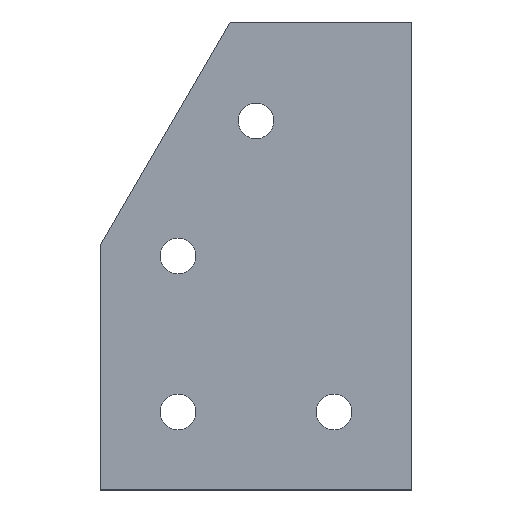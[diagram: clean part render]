
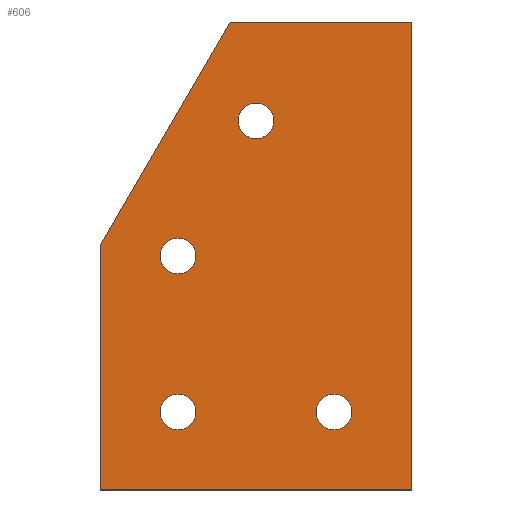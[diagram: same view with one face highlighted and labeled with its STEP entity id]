
A CAD part, top view. The second image highlights one B-rep face of the part: STEP entity #606.
In plain terms, the highlighted planar face has unit normal (0, 0, 1).
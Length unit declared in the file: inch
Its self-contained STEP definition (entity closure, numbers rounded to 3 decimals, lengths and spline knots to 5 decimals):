
#135=CARTESIAN_POINT('',(0.8355,2.94713,0.25));
#136=VERTEX_POINT('',#135);
#145=CARTESIAN_POINT('',(0.6645,2.65095,0.25));
#146=VERTEX_POINT('',#145);
#147=CARTESIAN_POINT('',(0.75,2.79904,0.25));
#148=DIRECTION('',(0.0,0.0,-1.));
#149=DIRECTION('',(0.5,0.866,0.0));
#150=AXIS2_PLACEMENT_3D('',#147,#148,#149);
#151=CIRCLE('',#150,0.171);
#152=EDGE_CURVE('',#146,#136,#151,.T.);
#177=CARTESIAN_POINT('',(0.0855,1.64809,0.25));
#178=VERTEX_POINT('',#177);
#187=CARTESIAN_POINT('',(-0.0855,1.35191,0.25));
#188=VERTEX_POINT('',#187);
#189=CARTESIAN_POINT('',(0.0,1.5,0.25));
#190=DIRECTION('',(0.0,0.0,-1.));
#191=DIRECTION('',(0.5,0.866,0.0));
#192=AXIS2_PLACEMENT_3D('',#189,#190,#191);
#193=CIRCLE('',#192,0.171);
#194=EDGE_CURVE('',#188,#178,#193,.T.);
#219=CARTESIAN_POINT('',(0.171,0.0,0.25));
#220=VERTEX_POINT('',#219);
#229=CARTESIAN_POINT('',(-0.171,0.,0.25));
#230=VERTEX_POINT('',#229);
#231=CARTESIAN_POINT('',(0.0,0.0,0.25));
#232=DIRECTION('',(0.0,0.0,-1.0));
#233=DIRECTION('',(1.0,0.0,0.0));
#234=AXIS2_PLACEMENT_3D('',#231,#232,#233);
#235=CIRCLE('',#234,0.171);
#236=EDGE_CURVE('',#230,#220,#235,.T.);
#261=CARTESIAN_POINT('',(1.671,0.0,0.25));
#262=VERTEX_POINT('',#261);
#271=CARTESIAN_POINT('',(1.329,0.,0.25));
#272=VERTEX_POINT('',#271);
#273=CARTESIAN_POINT('',(1.5,0.0,0.25));
#274=DIRECTION('',(0.0,0.0,-1.0));
#275=DIRECTION('',(1.0,0.0,0.0));
#276=AXIS2_PLACEMENT_3D('',#273,#274,#275);
#277=CIRCLE('',#276,0.171);
#278=EDGE_CURVE('',#272,#262,#277,.T.);
#303=CARTESIAN_POINT('',(-0.75,-0.75,0.25));
#304=VERTEX_POINT('',#303);
#305=CARTESIAN_POINT('',(2.25,-0.75,0.25));
#306=VERTEX_POINT('',#305);
#307=CARTESIAN_POINT('',(-0.75,-0.75,0.25));
#308=DIRECTION('',(1.0,0.0,0.0));
#309=VECTOR('',#308,3.0);
#310=LINE('',#307,#309);
#311=EDGE_CURVE('',#304,#306,#310,.T.);
#352=CARTESIAN_POINT('',(2.25,3.75,0.25));
#353=VERTEX_POINT('',#352);
#360=CARTESIAN_POINT('',(2.25,3.75,0.25));
#361=DIRECTION('',(0.0,-1.0,0.0));
#362=VECTOR('',#361,4.5);
#363=LINE('',#360,#362);
#364=EDGE_CURVE('',#353,#306,#363,.T.);
#449=CARTESIAN_POINT('',(1.5,0.0,0.25));
#450=DIRECTION('',(0.0,0.0,-1.0));
#451=DIRECTION('',(1.0,0.0,0.0));
#452=AXIS2_PLACEMENT_3D('',#449,#450,#451);
#453=CIRCLE('',#452,0.171);
#454=EDGE_CURVE('',#262,#272,#453,.T.);
#467=CARTESIAN_POINT('',(0.0,0.0,0.25));
#468=DIRECTION('',(0.0,0.0,-1.0));
#469=DIRECTION('',(1.0,0.0,0.0));
#470=AXIS2_PLACEMENT_3D('',#467,#468,#469);
#471=CIRCLE('',#470,0.171);
#472=EDGE_CURVE('',#220,#230,#471,.T.);
#485=CARTESIAN_POINT('',(0.0,1.5,0.25));
#486=DIRECTION('',(0.0,0.0,-1.));
#487=DIRECTION('',(0.5,0.866,0.0));
#488=AXIS2_PLACEMENT_3D('',#485,#486,#487);
#489=CIRCLE('',#488,0.171);
#490=EDGE_CURVE('',#178,#188,#489,.T.);
#503=CARTESIAN_POINT('',(0.75,2.79904,0.25));
#504=DIRECTION('',(0.0,0.0,-1.));
#505=DIRECTION('',(0.5,0.866,0.0));
#506=AXIS2_PLACEMENT_3D('',#503,#504,#505);
#507=CIRCLE('',#506,0.171);
#508=EDGE_CURVE('',#136,#146,#507,.T.);
#518=CARTESIAN_POINT('',(-0.75,1.599,0.25));
#519=VERTEX_POINT('',#518);
#520=CARTESIAN_POINT('',(0.5,3.75,0.25));
#521=VERTEX_POINT('',#520);
#522=CARTESIAN_POINT('',(-0.75,1.599,0.25));
#523=DIRECTION('',(0.502,0.865,0.0));
#524=VECTOR('',#523,2.48783);
#525=LINE('',#522,#524);
#526=EDGE_CURVE('',#519,#521,#525,.T.);
#550=CARTESIAN_POINT('',(0.5,3.75,0.25));
#551=DIRECTION('',(1.0,0.0,0.0));
#552=VECTOR('',#551,1.75);
#553=LINE('',#550,#552);
#554=EDGE_CURVE('',#521,#353,#553,.T.);
#567=CARTESIAN_POINT('',(-0.75,-0.75,0.25));
#568=DIRECTION('',(0.0,1.0,0.0));
#569=VECTOR('',#568,2.349);
#570=LINE('',#567,#569);
#571=EDGE_CURVE('',#304,#519,#570,.T.);
#578=CARTESIAN_POINT('',(-0.75,-2.25,0.25));
#579=DIRECTION('',(0.0,0.0,-1.0));
#580=DIRECTION('',(0.0,1.0,0.0));
#581=AXIS2_PLACEMENT_3D('',#578,#579,#580);
#582=PLANE('',#581);
#583=ORIENTED_EDGE('',*,*,#311,.T.);
#584=ORIENTED_EDGE('',*,*,#364,.F.);
#585=ORIENTED_EDGE('',*,*,#554,.F.);
#586=ORIENTED_EDGE('',*,*,#526,.F.);
#587=ORIENTED_EDGE('',*,*,#571,.F.);
#588=EDGE_LOOP('',(#583,#584,#585,#586,#587));
#589=FACE_OUTER_BOUND('',#588,.T.);
#590=ORIENTED_EDGE('',*,*,#454,.T.);
#591=ORIENTED_EDGE('',*,*,#278,.T.);
#592=EDGE_LOOP('',(#590,#591));
#593=FACE_BOUND('',#592,.T.);
#594=ORIENTED_EDGE('',*,*,#472,.T.);
#595=ORIENTED_EDGE('',*,*,#236,.T.);
#596=EDGE_LOOP('',(#594,#595));
#597=FACE_BOUND('',#596,.T.);
#598=ORIENTED_EDGE('',*,*,#490,.T.);
#599=ORIENTED_EDGE('',*,*,#194,.T.);
#600=EDGE_LOOP('',(#598,#599));
#601=FACE_BOUND('',#600,.T.);
#602=ORIENTED_EDGE('',*,*,#508,.T.);
#603=ORIENTED_EDGE('',*,*,#152,.T.);
#604=EDGE_LOOP('',(#602,#603));
#605=FACE_BOUND('',#604,.T.);
#606=ADVANCED_FACE('',(#589,#593,#597,#601,#605),#582,.F.);
